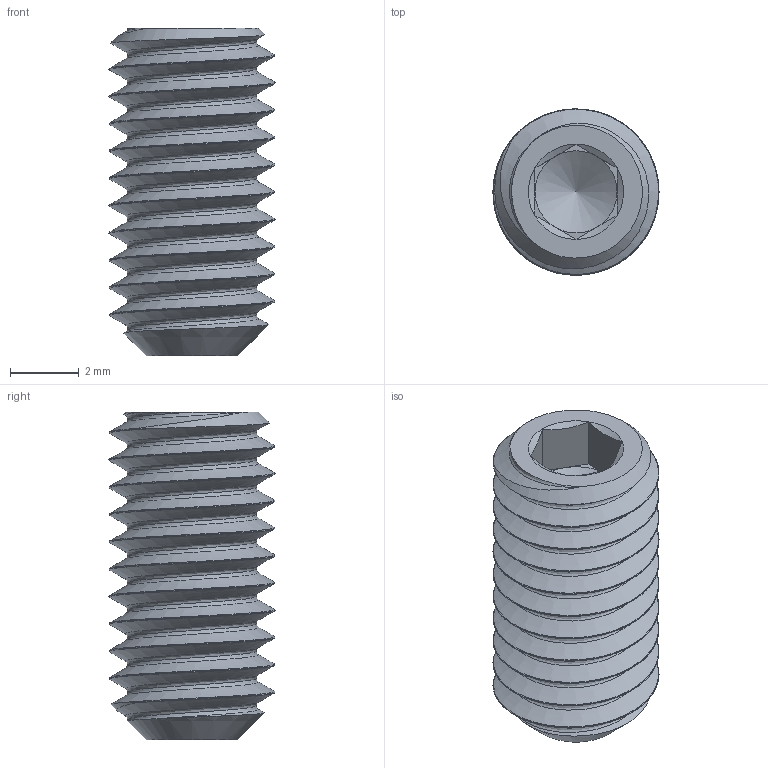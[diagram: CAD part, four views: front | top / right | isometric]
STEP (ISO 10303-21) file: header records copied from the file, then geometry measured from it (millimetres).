
FILE_DESCRIPTION(/* description */ (''),/* implementation_level */ '2;1');
FILE_NAME(/* name */ 'MH108-33B.stp',/* time_stamp */ '2019-08-14T12:53:07-04:00',/* author */ ('lcup'),/* organization */ ('CONNECTION TECHNOLOGY CENTER'),/* preprocessor_version */ 'ST-DEVELOPER v17.2',/* originating_system */ 'Autodesk Inventor 2019',/* authorisation */ '');
FILE_SCHEMA (('AUTOMOTIVE_DESIGN { 1 0 10303 214 3 1 1 }'));
Length unit declared in the file: inch
Products named in the file (1): MHP10210
Bounding box: 4.83 x 4.83 x 9.53 mm (x, y, z)
Volume: 118.9 mm3; surface area: 244.4 mm2
Topology: 1 solids, 1 shells, 24 faces, 69 edges, 46 vertices
Faces by surface type: plane 13, bspline 6, cone 5
Entity records: 5116 total; most frequent: CARTESIAN_POINT 4532, ORIENTED_EDGE 134, DIRECTION 84, EDGE_CURVE 67, VERTEX_POINT 46, AXIS2_PLACEMENT_3D 31, EDGE_LOOP 25, FACE_OUTER_BOUND 24
